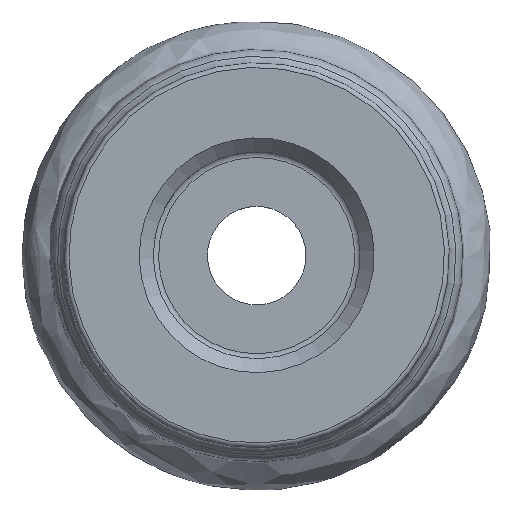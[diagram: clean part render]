
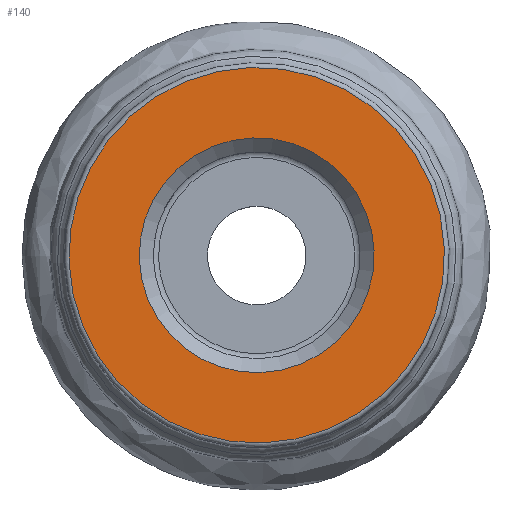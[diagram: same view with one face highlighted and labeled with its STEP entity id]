
A CAD part, top view. The second image highlights one B-rep face of the part: STEP entity #140.
In plain terms, the highlighted planar face has unit normal (0, 0, 1).
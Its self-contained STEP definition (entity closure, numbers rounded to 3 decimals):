
#108=PLANE('',#561);
#140=ADVANCED_FACE('CU_BACK_F001',(#187,#188),#108,.F.);
#187=FACE_BOUND('',#240,.T.);
#188=FACE_BOUND('',#241,.T.);
#240=EDGE_LOOP('',(#292));
#241=EDGE_LOOP('',(#293));
#292=ORIENTED_EDGE('',*,*,#360,.T.);
#293=ORIENTED_EDGE('',*,*,#361,.T.);
#333=VERTEX_POINT('',#886);
#334=VERTEX_POINT('',#888);
#360=EDGE_CURVE('',#333,#333,#386,.T.);
#361=EDGE_CURVE('',#334,#334,#387,.T.);
#386=CIRCLE('',#559,20.);
#387=CIRCLE('',#560,12.505);
#559=AXIS2_PLACEMENT_3D('',#885,#664,#665);
#560=AXIS2_PLACEMENT_3D('',#887,#666,#667);
#561=AXIS2_PLACEMENT_3D('',#889,#668,#669);
#664=DIRECTION('',(0.,0.,1.));
#665=DIRECTION('',(0.036,-0.999,0.));
#666=DIRECTION('',(0.,0.,-1.));
#667=DIRECTION('',(-0.036,0.999,0.));
#668=DIRECTION('',(0.,0.,-1.));
#669=DIRECTION('',(-0.036,0.999,0.));
#885=CARTESIAN_POINT('',(0.,0.,0.));
#886=CARTESIAN_POINT('',(0.728,-19.987,0.));
#887=CARTESIAN_POINT('',(0.,0.,
0.));
#888=CARTESIAN_POINT('',(-0.455,12.497,0.));
#889=CARTESIAN_POINT('',(-1.042,-20.474,0.));
